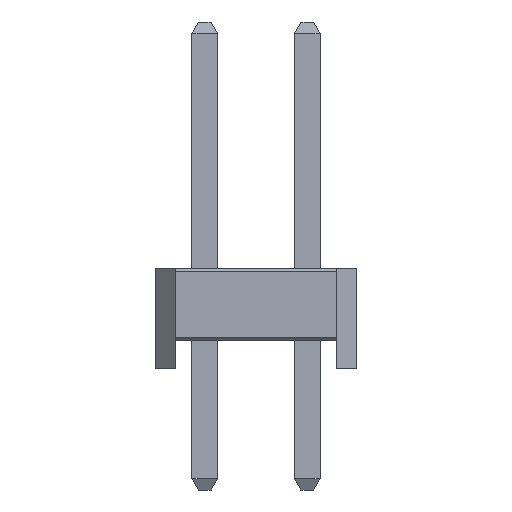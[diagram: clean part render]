
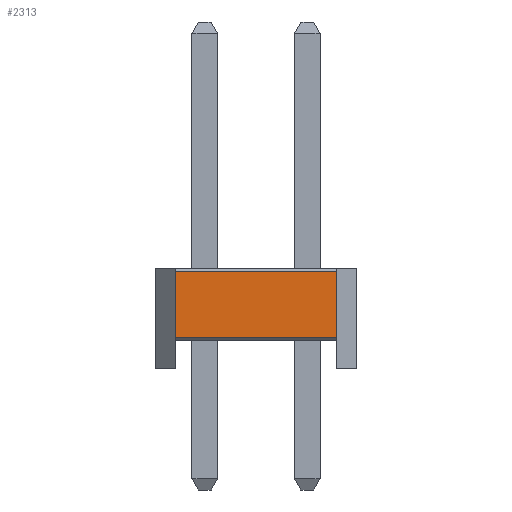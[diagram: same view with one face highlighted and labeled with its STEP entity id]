
A CAD part, left-side view. The second image highlights one B-rep face of the part: STEP entity #2313.
In plain terms, the highlighted planar face has unit normal (-1, 0, 0).
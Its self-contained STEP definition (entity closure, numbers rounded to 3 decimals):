
#2313=ADVANCED_FACE('',(#3729),#3731,.T.);
#3729=FACE_BOUND('',#3730,.T.);
#3730=EDGE_LOOP('',(#4682,#4683,#4684,#4685));
#3731=PLANE('',#3732);
#3732=AXIS2_PLACEMENT_3D('',#3733,#3734,#3735);
#3733=CARTESIAN_POINT('',(-1.27,3.27,0.));
#3734=DIRECTION('',(-1.,0.,0.));
#3735=DIRECTION('',(0.,-1.,0.));
#4682=ORIENTED_EDGE('',*,*,#5150,.T.);
#4683=ORIENTED_EDGE('',*,*,#5167,.T.);
#4684=ORIENTED_EDGE('',*,*,#5163,.T.);
#4685=ORIENTED_EDGE('',*,*,#5166,.F.);
#5150=EDGE_CURVE('',#5838,#5840,#5842,.F.);
#5163=EDGE_CURVE('',#5860,#5858,#5861,.F.);
#5166=EDGE_CURVE('',#5838,#5858,#5864,.T.);
#5167=EDGE_CURVE('',#5840,#5860,#5865,.T.);
#5838=VERTEX_POINT('',#7364);
#5840=VERTEX_POINT('',#7368);
#5842=LINE('',#7372,#7373);
#5858=VERTEX_POINT('',#7412);
#5860=VERTEX_POINT('',#7416);
#5861=LINE('',#7417,#7418);
#5864=LINE('',#7426,#7427);
#5865=LINE('',#7429,#7430);
#7364=CARTESIAN_POINT('',(-1.27,3.27,0.785));
#7368=CARTESIAN_POINT('',(-1.27,-0.73,0.785));
#7372=CARTESIAN_POINT('',(-1.27,-0.73,0.785));
#7373=VECTOR('',#7374,1.);
#7374=DIRECTION('',(0.,1.,0.));
#7412=CARTESIAN_POINT('',(-1.27,3.27,2.415));
#7416=CARTESIAN_POINT('',(-1.27,-0.73,2.415));
#7417=CARTESIAN_POINT('',(-1.27,3.27,2.415));
#7418=VECTOR('',#7419,1.);
#7419=DIRECTION('',(0.,-1.,0.));
#7426=CARTESIAN_POINT('',(-1.27,3.27,0.785));
#7427=VECTOR('',#7428,1.);
#7428=DIRECTION('',(0.,0.,1.));
#7429=CARTESIAN_POINT('',(-1.27,-0.73,0.785));
#7430=VECTOR('',#7431,1.);
#7431=DIRECTION('',(0.,0.,1.));
